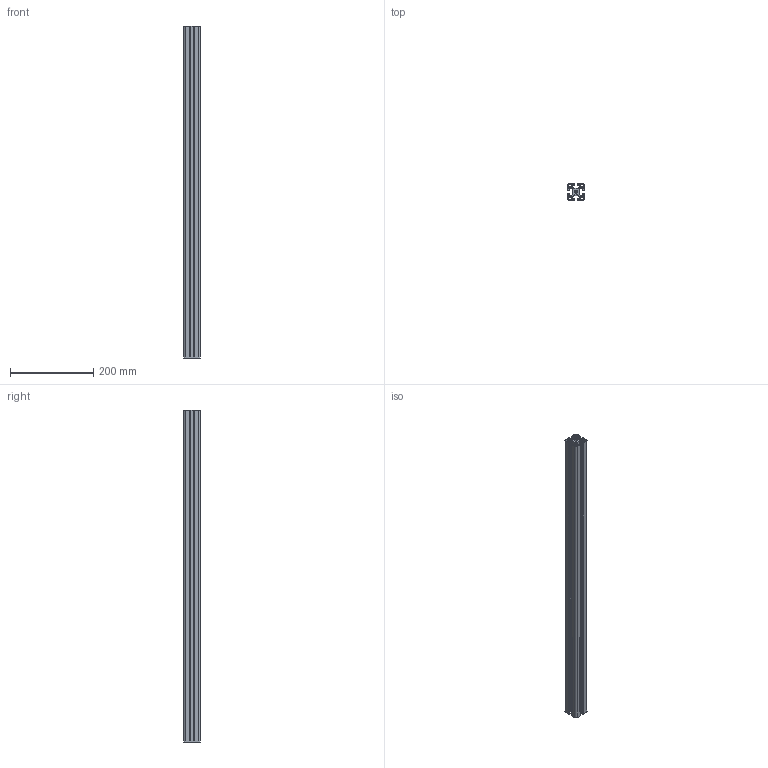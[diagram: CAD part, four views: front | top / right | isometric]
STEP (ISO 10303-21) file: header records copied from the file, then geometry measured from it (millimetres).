
FILE_DESCRIPTION((''),'2;1');
FILE_NAME('KT_ITEM8_40X40_L_AF19','2021-11-18T11:22:50',('rein_je'),(''),'CREO PARAMETRIC BY PTC INC, 2019471','CREO PARAMETRIC BY PTC INC, 2019471','');
FILE_SCHEMA(('AUTOMOTIVE_DESIGN { 1 0 10303 214 1 1 1 1 }'));
Length unit declared in the file: millimetre
Products named in the file (1): KT_ITEM8_40X40_L_AF19
Bounding box: 40 x 40 x 800 mm (x, y, z)
Volume: 525677.7 mm3; surface area: 369325.4 mm2
Topology: 1 solids, 1 shells, 148 faces, 656 edges, 584 vertices
Faces by surface type: cylinder 78, plane 70
Entity records: 8772 total; most frequent: CARTESIAN_POINT 1246, ORIENTED_EDGE 1164, DIRECTION 1116, PRESENTATION_STYLE_ASSIGNMENT 658, STYLED_ITEM 658, CURVE_STYLE 657, EDGE_CURVE 582, VECTOR 500
